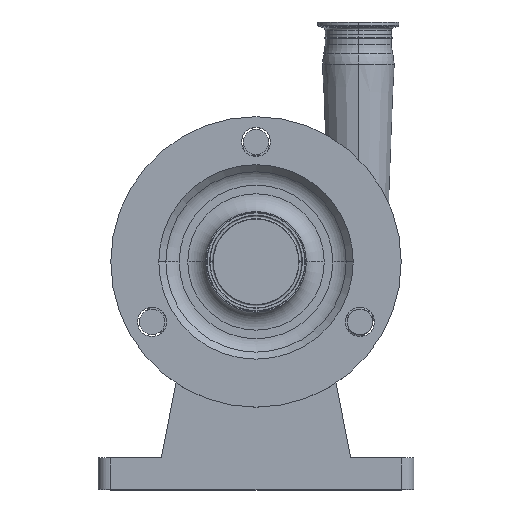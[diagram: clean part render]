
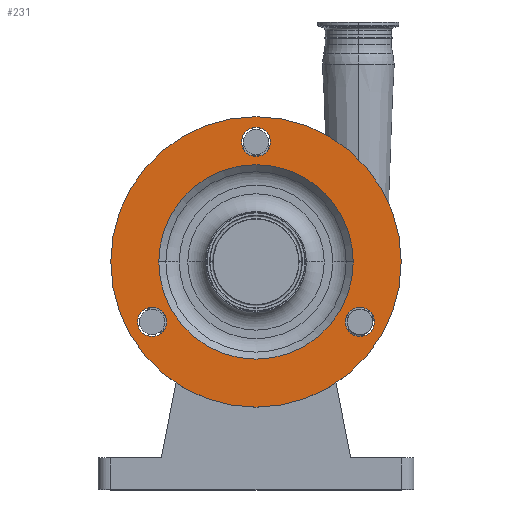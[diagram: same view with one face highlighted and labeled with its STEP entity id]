
A CAD part, top view. The second image highlights one B-rep face of the part: STEP entity #231.
In plain terms, the highlighted planar face has unit normal (0, 0, 1).
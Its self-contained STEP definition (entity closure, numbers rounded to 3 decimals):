
#32 = EDGE_CURVE ( 'NONE', #2078, #2069, #2749, .T. ) ;
#41 = EDGE_CURVE ( 'NONE', #2131, #2120, #2743, .T. ) ;
#168 = EDGE_LOOP ( 'NONE', ( #236, #232 ) ) ;
#187 = EDGE_LOOP ( 'NONE', ( #245, #234 ) ) ;
#216 = ORIENTED_EDGE ( 'NONE', *, *, #219, .F. ) ;
#218 = ORIENTED_EDGE ( 'NONE', *, *, #32, .T. ) ;
#219 = EDGE_CURVE ( 'NONE', #2732, #1838, #3181, .T. ) ;
#222 = ORIENTED_EDGE ( 'NONE', *, *, #1759, .F. ) ;
#231 = ADVANCED_FACE ( 'NONE', ( #3168, #3171, #3170, #3165, #3172 ), #3192, .F. ) ;
#232 = ORIENTED_EDGE ( 'NONE', *, *, #2128, .F. ) ;
#233 = ORIENTED_EDGE ( 'NONE', *, *, #2056, .F. ) ;
#234 = ORIENTED_EDGE ( 'NONE', *, *, #2118, .F. ) ;
#235 = ORIENTED_EDGE ( 'NONE', *, *, #23189, .F. ) ;
#236 = ORIENTED_EDGE ( 'NONE', *, *, #41, .F. ) ;
#237 = EDGE_LOOP ( 'NONE', ( #235, #233 ) ) ;
#238 = ORIENTED_EDGE ( 'NONE', *, *, #2071, .T. ) ;
#240 = EDGE_LOOP ( 'NONE', ( #238, #218 ) ) ;
#245 = ORIENTED_EDGE ( 'NONE', *, *, #23159, .F. ) ;
#247 = EDGE_LOOP ( 'NONE', ( #216, #222 ) ) ;
#1759 = EDGE_CURVE ( 'NONE', #1838, #2732, #6032, .T. ) ;
#1838 = VERTEX_POINT ( 'NONE', #6298 ) ;
#1906 = VERTEX_POINT ( 'NONE', #6491 ) ;
#2051 = VERTEX_POINT ( 'NONE', #6872 ) ;
#2054 = VERTEX_POINT ( 'NONE', #6817 ) ;
#2056 = EDGE_CURVE ( 'NONE', #2054, #2051, #6862, .T. ) ;
#2069 = VERTEX_POINT ( 'NONE', #6851 ) ;
#2071 = EDGE_CURVE ( 'NONE', #2069, #2078, #6856, .T. ) ;
#2078 = VERTEX_POINT ( 'NONE', #6881 ) ;
#2117 = VERTEX_POINT ( 'NONE', #6994 ) ;
#2118 = EDGE_CURVE ( 'NONE', #2117, #1906, #6992, .T. ) ;
#2120 = VERTEX_POINT ( 'NONE', #6997 ) ;
#2128 = EDGE_CURVE ( 'NONE', #2120, #2131, #7022, .T. ) ;
#2131 = VERTEX_POINT ( 'NONE', #7016 ) ;
#2732 = VERTEX_POINT ( 'NONE', #8545 ) ;
#2741 = CARTESIAN_POINT ( 'NONE',  ( 0., 180., 215. ) ) ;
#2742 = AXIS2_PLACEMENT_3D ( 'NONE', #2741, #2799, #2798 ) ;
#2743 = CIRCLE ( 'NONE', #2794, 11.5 ) ;
#2749 = CIRCLE ( 'NONE', #2742, 115. ) ;
#2761 = DIRECTION ( 'NONE',  ( 0., 0., 1. ) ) ;
#2785 = DIRECTION ( 'NONE',  ( -0.5, 0.866, 0. ) ) ;
#2787 = CARTESIAN_POINT ( 'NONE',  ( -82.272, 132.5, 215. ) ) ;
#2794 = AXIS2_PLACEMENT_3D ( 'NONE', #2787, #2761, #2785 ) ;
#2798 = DIRECTION ( 'NONE',  ( 1., 0., 0. ) ) ;
#2799 = DIRECTION ( 'NONE',  ( 0., 0., 1. ) ) ;
#3165 = FACE_OUTER_BOUND ( 'NONE', #240, .T. ) ;
#3168 = FACE_BOUND ( 'NONE', #187, .T. ) ;
#3169 = CARTESIAN_POINT ( 'NONE',  ( 0., 219., 215. ) ) ;
#3170 = FACE_BOUND ( 'NONE', #237, .T. ) ;
#3171 = FACE_BOUND ( 'NONE', #168, .T. ) ;
#3172 = FACE_BOUND ( 'NONE', #247, .T. ) ;
#3173 = DIRECTION ( 'NONE',  ( 1., 0., 0. ) ) ;
#3174 = DIRECTION ( 'NONE',  ( 0., 0., 1. ) ) ;
#3175 = CARTESIAN_POINT ( 'NONE',  ( 0., 180., 215. ) ) ;
#3176 = AXIS2_PLACEMENT_3D ( 'NONE', #3169, #3274, #3273 ) ;
#3181 = CIRCLE ( 'NONE', #3182, 77. ) ;
#3182 = AXIS2_PLACEMENT_3D ( 'NONE', #3175, #3174, #3173 ) ;
#3192 = PLANE ( 'NONE',  #3176 ) ;
#3273 = DIRECTION ( 'NONE',  ( -1., 0., 0. ) ) ;
#3274 = DIRECTION ( 'NONE',  ( 0., 0., -1. ) ) ;
#6016 = AXIS2_PLACEMENT_3D ( 'NONE', #6072, #6068, #6067 ) ;
#6032 = CIRCLE ( 'NONE', #6016, 77. ) ;
#6067 = DIRECTION ( 'NONE',  ( 1., 0., 0. ) ) ;
#6068 = DIRECTION ( 'NONE',  ( 0., 0., 1. ) ) ;
#6072 = CARTESIAN_POINT ( 'NONE',  ( 0., 180., 215. ) ) ;
#6298 = CARTESIAN_POINT ( 'NONE',  ( -77., 180., 215. ) ) ;
#6491 = CARTESIAN_POINT ( 'NONE',  ( 76.522, 122.541, 215. ) ) ;
#6817 = CARTESIAN_POINT ( 'NONE',  ( -11.5, 275., 215. ) ) ;
#6851 = CARTESIAN_POINT ( 'NONE',  ( 115., 180., 215. ) ) ;
#6856 = CIRCLE ( 'NONE', #6897, 115. ) ;
#6858 = DIRECTION ( 'NONE',  ( 1., 0., 0. ) ) ;
#6859 = DIRECTION ( 'NONE',  ( 0., 0., 1. ) ) ;
#6860 = CARTESIAN_POINT ( 'NONE',  ( 0., 275., 215. ) ) ;
#6861 = AXIS2_PLACEMENT_3D ( 'NONE', #6860, #6859, #6858 ) ;
#6862 = CIRCLE ( 'NONE', #6861, 11.5 ) ;
#6872 = CARTESIAN_POINT ( 'NONE',  ( 11.5, 275., 215. ) ) ;
#6881 = CARTESIAN_POINT ( 'NONE',  ( -115., 180., 215. ) ) ;
#6894 = DIRECTION ( 'NONE',  ( 1., 0., 0. ) ) ;
#6895 = DIRECTION ( 'NONE',  ( 0., 0., 1. ) ) ;
#6896 = CARTESIAN_POINT ( 'NONE',  ( 0., 180., 215. ) ) ;
#6897 = AXIS2_PLACEMENT_3D ( 'NONE', #6896, #6895, #6894 ) ;
#6981 = DIRECTION ( 'NONE',  ( -0.5, -0.866, 0. ) ) ;
#6982 = DIRECTION ( 'NONE',  ( 0., 0., 1. ) ) ;
#6983 = CARTESIAN_POINT ( 'NONE',  ( 82.272, 132.5, 215. ) ) ;
#6992 = CIRCLE ( 'NONE', #6996, 11.5 ) ;
#6994 = CARTESIAN_POINT ( 'NONE',  ( 88.022, 142.459, 215. ) ) ;
#6996 = AXIS2_PLACEMENT_3D ( 'NONE', #6983, #6982, #6981 ) ;
#6997 = CARTESIAN_POINT ( 'NONE',  ( -76.522, 122.541, 215. ) ) ;
#7011 = DIRECTION ( 'NONE',  ( -0.5, 0.866, 0. ) ) ;
#7012 = DIRECTION ( 'NONE',  ( 0., 0., 1. ) ) ;
#7013 = CARTESIAN_POINT ( 'NONE',  ( -82.272, 132.5, 215. ) ) ;
#7014 = AXIS2_PLACEMENT_3D ( 'NONE', #7013, #7012, #7011 ) ;
#7016 = CARTESIAN_POINT ( 'NONE',  ( -88.022, 142.459, 215. ) ) ;
#7022 = CIRCLE ( 'NONE', #7014, 11.5 ) ;
#8545 = CARTESIAN_POINT ( 'NONE',  ( 77., 180., 215. ) ) ;
#21143 = CARTESIAN_POINT ( 'NONE',  ( 82.272, 132.5, 215. ) ) ;
#21155 = DIRECTION ( 'NONE',  ( 0., 0., 1. ) ) ;
#21160 = DIRECTION ( 'NONE',  ( -0.5, -0.866, 0. ) ) ;
#21198 = AXIS2_PLACEMENT_3D ( 'NONE', #21143, #21155, #21160 ) ;
#21199 = CIRCLE ( 'NONE', #21198, 11.5 ) ;
#21238 = CIRCLE ( 'NONE', #21287, 11.5 ) ;
#21284 = DIRECTION ( 'NONE',  ( 1., 0., 0. ) ) ;
#21285 = DIRECTION ( 'NONE',  ( 0., 0., 1. ) ) ;
#21286 = CARTESIAN_POINT ( 'NONE',  ( 0., 275., 215. ) ) ;
#21287 = AXIS2_PLACEMENT_3D ( 'NONE', #21286, #21285, #21284 ) ;
#23159 = EDGE_CURVE ( 'NONE', #1906, #2117, #21199, .T. ) ;
#23189 = EDGE_CURVE ( 'NONE', #2051, #2054, #21238, .T. ) ;
